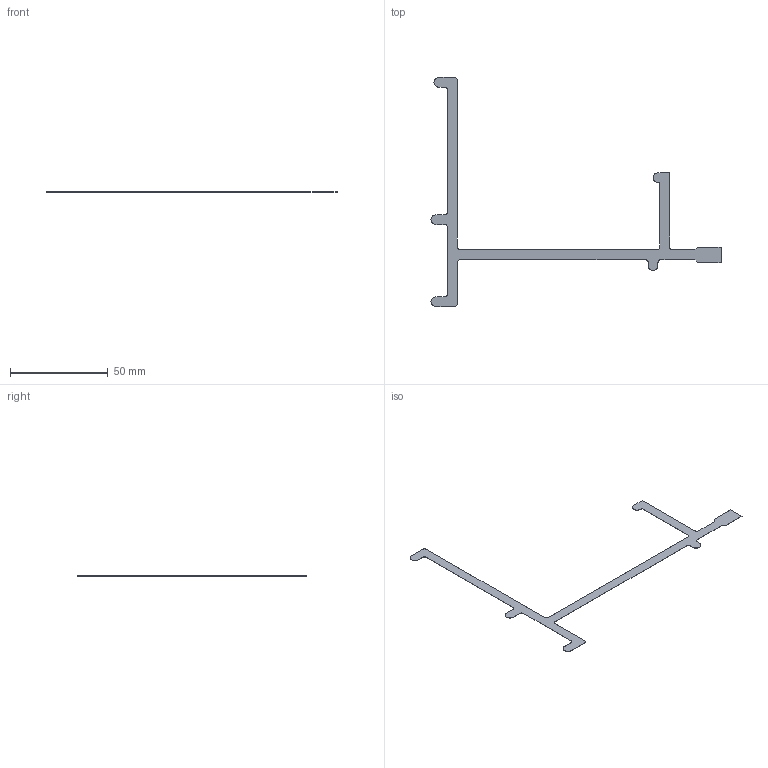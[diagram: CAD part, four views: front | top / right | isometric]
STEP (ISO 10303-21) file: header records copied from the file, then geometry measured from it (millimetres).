
FILE_DESCRIPTION(('Open CASCADE Model'),'2;1');
FILE_NAME('Open CASCADE Shape Model','2022-04-12T15:43:50',('Author'),( 'Open CASCADE'),'Open CASCADE STEP processor 6.8','Open CASCADE 6.8' ,'Unknown');
FILE_SCHEMA(('AUTOMOTIVE_DESIGN { 1 0 10303 214 1 1 1 1 }'));
Length unit declared in the file: millimetre
Products named in the file (1): PCB
Bounding box: 148.43 x 117.33 x 0.1 mm (x, y, z)
Volume: 171.9 mm3; surface area: 3373.8 mm2
Topology: 1 solids, 1 shells, 47 faces, 135 edges, 90 vertices
Faces by surface type: plane 29, cylinder 18
Entity records: 1564 total; most frequent: CARTESIAN_POINT 273, ORIENTED_EDGE 270, DIRECTION 267, EDGE_CURVE 135, LINE 99, VECTOR 99, VERTEX_POINT 90, AXIS2_PLACEMENT_3D 84
